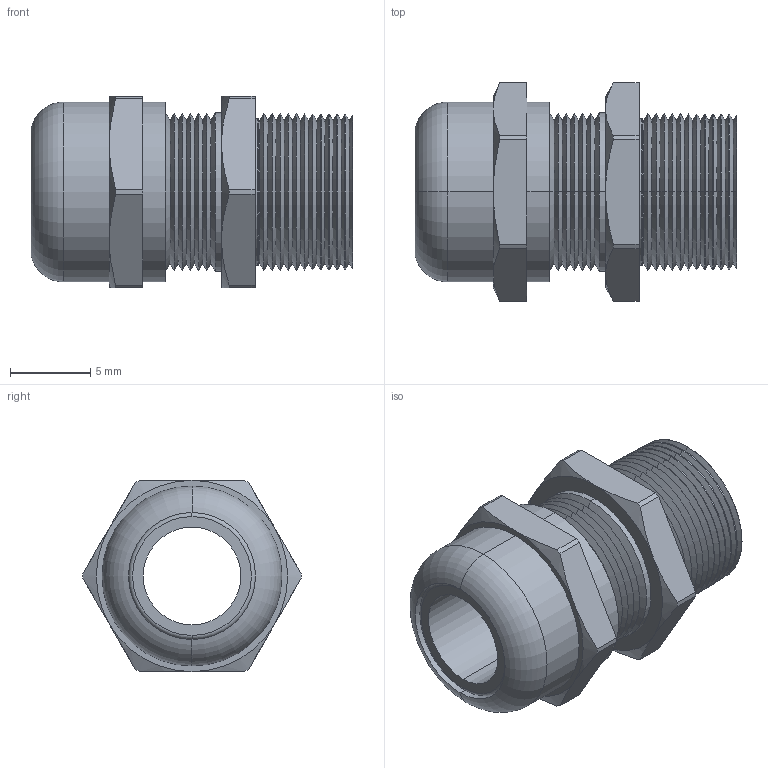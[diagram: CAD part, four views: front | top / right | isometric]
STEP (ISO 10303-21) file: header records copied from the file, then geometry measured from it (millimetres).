
FILE_DESCRIPTION (( 'STEP AP203' ), '1' );
FILE_NAME ('CD10MW-BR.STEP', '2008-05-29T17:17:52', ( 'Baystate01' ), ( 'Baystate' ), 'SwSTEP 2.0', 'SolidWorks 2007', '' );
FILE_SCHEMA (( 'CONFIG_CONTROL_DESIGN' ));
Length unit declared in the file: inch
Products named in the file (1): CD10MW-BR
Bounding box: 20.07 x 13.61 x 11.94 mm (x, y, z)
Volume: 1093.9 mm3; surface area: 1846.1 mm2
Topology: 2 solids, 2 shells, 155 faces, 330 edges, 184 vertices
Faces by surface type: cone 100, cylinder 26, plane 21, torus 8
Entity records: 4261 total; most frequent: DIRECTION 786, CARTESIAN_POINT 786, ORIENTED_EDGE 660, EDGE_CURVE 330, AXIS2_PLACEMENT_3D 324, VERTEX_POINT 184, CIRCLE 168, EDGE_LOOP 164
